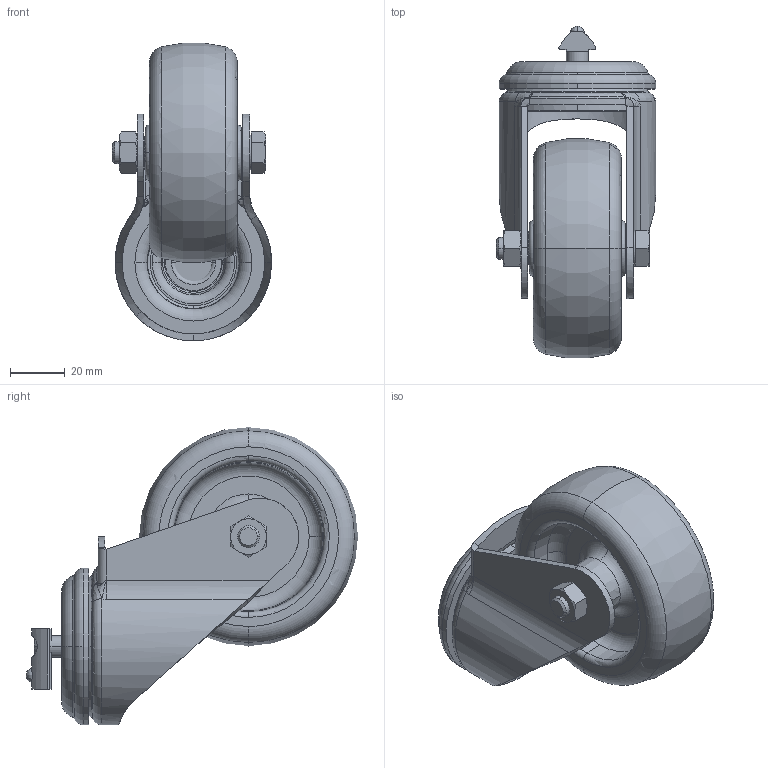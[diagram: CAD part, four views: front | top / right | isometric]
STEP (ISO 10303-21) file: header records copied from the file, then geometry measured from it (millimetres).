
FILE_DESCRIPTION (( 'STEP AP214' ), '1' );
FILE_NAME ('ERGO08E1992-Roulette pivotante D80 en rainures -40.STEP', '2023-03-17T14:26:18', ( '' ), ( '' ), 'SwSTEP 2.0', 'SolidWorks 2021', '' );
FILE_SCHEMA (( 'AUTOMOTIVE_DESIGN' ));
Length unit declared in the file: millimetre
Products named in the file (5): ERGO00H1927-Roulette pivotante D80; ERGO08E1992-Roulette pivotante D80 en rainures -40; FIXE08E1244-Ecrou 8 St M8 rainuré; ERGO00H2584-ACME diam 8,2 x 12 - Lg 5mm; FHC 8x20_Defaut
Assembly tree (4 placements, depth 2):
  ERGO08E1992-Roulette pivotante D80 en rainures -40
    ERGO00H1927-Roulette pivotante D80
    ERGO00H2584-ACME diam 8,2 x 12 - Lg 5mm
    FIXE08E1244-Ecrou 8 St M8 rainuré
    FHC 8x20_Defaut
Bounding box: 58 x 120.83 x 108.33 mm (x, y, z)
Volume: 156337.5 mm3; surface area: 50760.8 mm2
Topology: 7 solids, 7 shells, 293 faces, 726 edges, 458 vertices
Faces by surface type: plane 72, cone 69, cylinder 64, torus 52, bspline 36
Entity records: 17132 total; most frequent: CARTESIAN_POINT 9772, ORIENTED_EDGE 1444, DIRECTION 1343, EDGE_CURVE 722, AXIS2_PLACEMENT_3D 569, VERTEX_POINT 458, EDGE_LOOP 316, CIRCLE 305
